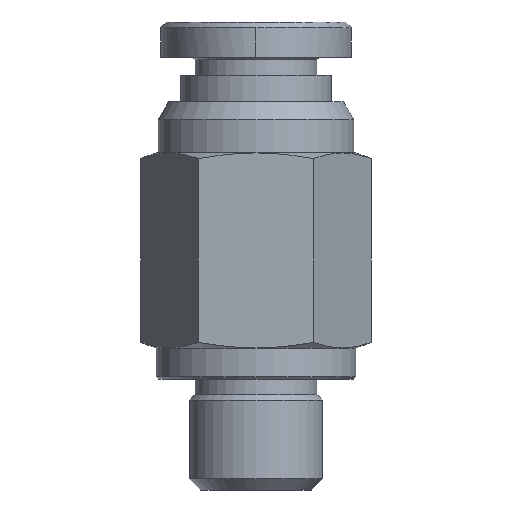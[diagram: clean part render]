
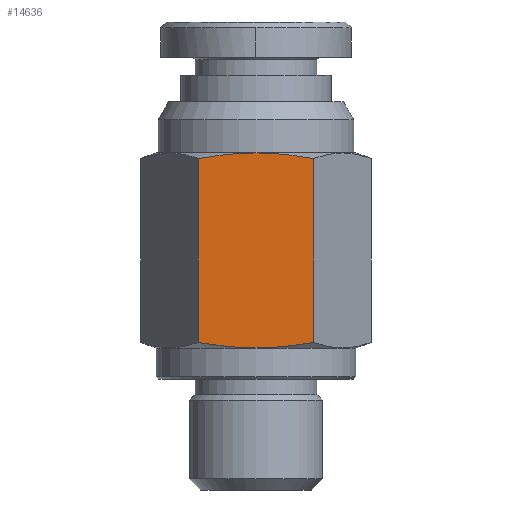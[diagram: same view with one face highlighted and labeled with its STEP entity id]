
A CAD part, left-side view. The second image highlights one B-rep face of the part: STEP entity #14636.
In plain terms, the highlighted face is planar.
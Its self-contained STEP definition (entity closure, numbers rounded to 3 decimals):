
#664=CARTESIAN_POINT('',(0.0,4.5,-0.95));
#665=VERTEX_POINT('',#664);
#14152=CARTESIAN_POINT('',(2.598,4.5,-0.697));
#14153=VERTEX_POINT('',#14152);
#14154=CARTESIAN_POINT('',(2.598,4.5,-0.697));
#14155=CARTESIAN_POINT('',(1.206,4.5,-0.95));
#14156=CARTESIAN_POINT('',(0.0,4.5,-0.95));
#14164=(BOUNDED_CURVE()B_SPLINE_CURVE(2,(#14154,#14155,#14156),.UNSPECIFIED.,.F.,.U.)B_SPLINE_CURVE_WITH_KNOTS((3,3),(3.057,6.114),.UNSPECIFIED.)CURVE()GEOMETRIC_REPRESENTATION_ITEM()RATIONAL_B_SPLINE_CURVE((1.077,1.077,1.0))REPRESENTATION_ITEM(''));
#14165=EDGE_CURVE('',#14153,#665,#14164,.T.);
#14189=CARTESIAN_POINT('',(-2.598,4.5,-0.697));
#14190=VERTEX_POINT('',#14189);
#14204=CARTESIAN_POINT('',(0.0,4.5,-0.95));
#14205=CARTESIAN_POINT('',(-1.206,4.5,-0.95));
#14206=CARTESIAN_POINT('',(-2.598,4.5,-0.697));
#14214=(BOUNDED_CURVE()B_SPLINE_CURVE(2,(#14204,#14205,#14206),.UNSPECIFIED.,.F.,.U.)B_SPLINE_CURVE_WITH_KNOTS((3,3),(6.114,9.171),.UNSPECIFIED.)CURVE()GEOMETRIC_REPRESENTATION_ITEM()RATIONAL_B_SPLINE_CURVE((1.0,1.077,1.077))REPRESENTATION_ITEM(''));
#14215=EDGE_CURVE('',#665,#14190,#14214,.T.);
#14444=CARTESIAN_POINT('',(-2.598,4.5,7.597));
#14445=VERTEX_POINT('',#14444);
#14459=CARTESIAN_POINT('',(0.0,4.5,7.85));
#14460=VERTEX_POINT('',#14459);
#14468=CARTESIAN_POINT('',(-2.598,4.5,7.597));
#14469=CARTESIAN_POINT('',(-1.206,4.5,7.85));
#14470=CARTESIAN_POINT('',(0.0,4.5,7.85));
#14478=(BOUNDED_CURVE()B_SPLINE_CURVE(2,(#14468,#14469,#14470),.UNSPECIFIED.,.F.,.U.)B_SPLINE_CURVE_WITH_KNOTS((3,3),(3.057,6.114),.UNSPECIFIED.)CURVE()GEOMETRIC_REPRESENTATION_ITEM()RATIONAL_B_SPLINE_CURVE((1.077,1.077,1.0))REPRESENTATION_ITEM(''));
#14479=EDGE_CURVE('',#14445,#14460,#14478,.T.);
#14489=CARTESIAN_POINT('',(2.598,4.5,7.597));
#14490=VERTEX_POINT('',#14489);
#14491=CARTESIAN_POINT('',(0.0,4.5,7.85));
#14492=CARTESIAN_POINT('',(1.206,4.5,7.85));
#14493=CARTESIAN_POINT('',(2.598,4.5,7.597));
#14501=(BOUNDED_CURVE()B_SPLINE_CURVE(2,(#14491,#14492,#14493),.UNSPECIFIED.,.F.,.U.)B_SPLINE_CURVE_WITH_KNOTS((3,3),(6.114,9.171),.UNSPECIFIED.)CURVE()GEOMETRIC_REPRESENTATION_ITEM()RATIONAL_B_SPLINE_CURVE((1.0,1.077,1.077))REPRESENTATION_ITEM(''));
#14502=EDGE_CURVE('',#14460,#14490,#14501,.T.);
#14571=CARTESIAN_POINT('',(-2.598,4.5,-0.697));
#14572=DIRECTION('',(0.0,0.0,1.0));
#14573=VECTOR('',#14572,8.293);
#14574=LINE('',#14571,#14573);
#14575=EDGE_CURVE('',#14190,#14445,#14574,.T.);
#14618=CARTESIAN_POINT('',(-2.598,4.5,-2.35));
#14619=DIRECTION('',(0.0,1.0,0.0));
#14620=DIRECTION('',(0.0,0.0,1.0));
#14621=AXIS2_PLACEMENT_3D('',#14618,#14619,#14620);
#14622=PLANE('',#14621);
#14623=ORIENTED_EDGE('',*,*,#14215,.T.);
#14624=ORIENTED_EDGE('',*,*,#14575,.T.);
#14625=ORIENTED_EDGE('',*,*,#14479,.T.);
#14626=ORIENTED_EDGE('',*,*,#14502,.T.);
#14627=CARTESIAN_POINT('',(2.598,4.5,-0.697));
#14628=DIRECTION('',(0.0,0.0,1.0));
#14629=VECTOR('',#14628,8.293);
#14630=LINE('',#14627,#14629);
#14631=EDGE_CURVE('',#14153,#14490,#14630,.T.);
#14632=ORIENTED_EDGE('',*,*,#14631,.F.);
#14633=ORIENTED_EDGE('',*,*,#14165,.T.);
#14634=EDGE_LOOP('',(#14623,#14624,#14625,#14626,#14632,#14633));
#14635=FACE_OUTER_BOUND('',#14634,.T.);
#14636=ADVANCED_FACE('',(#14635),#14622,.T.);
